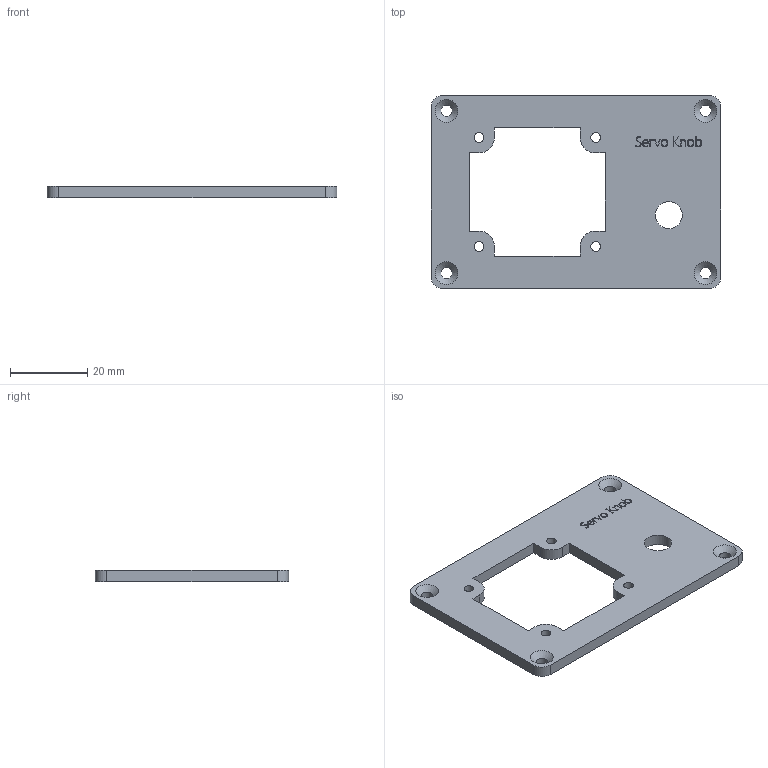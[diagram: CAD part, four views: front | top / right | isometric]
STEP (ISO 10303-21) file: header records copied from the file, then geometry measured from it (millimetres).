
FILE_DESCRIPTION(('FreeCAD Model'),'2;1');
FILE_NAME('Open CASCADE Shape Model','2024-12-22T16:43:49',(''),(''), 'Open CASCADE STEP processor 7.8','FreeCAD','Unknown');
FILE_SCHEMA(('AUTOMOTIVE_DESIGN { 1 0 10303 214 1 1 1 1 }'));
Length unit declared in the file: millimetre
Products named in the file (2): Lid; Body
Assembly tree (1 placements, depth 2):
  Lid
    Body
Bounding box: 75 x 50 x 3 mm (x, y, z)
Volume: 7843.6 mm3; surface area: 6722.3 mm2
Topology: 1 solids, 1 shells, 218 faces, 600 edges, 398 vertices
Faces by surface type: extrusion 98, plane 95, cylinder 21, cone 4
Full cylindrical faces by diameter (mm): 2.5 x4, 3 x8, 7 x1
Entity records: 7106 total; most frequent: CARTESIAN_POINT 1806, ORIENTED_EDGE 1200, DIRECTION 798, EDGE_CURVE 600, VECTOR 450, VERTEX_POINT 398, LINE 352, B_SPLINE_CURVE_WITH_KNOTS 294
